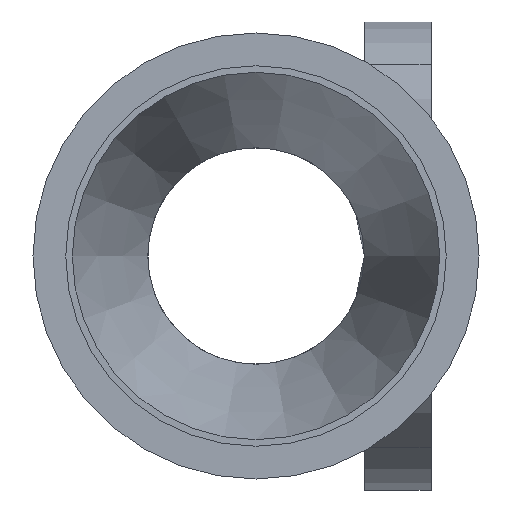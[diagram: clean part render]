
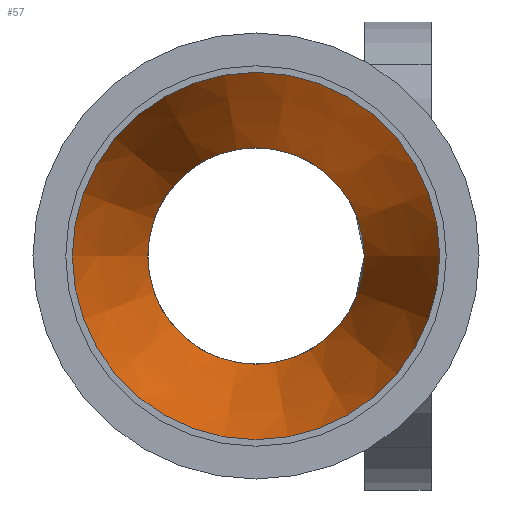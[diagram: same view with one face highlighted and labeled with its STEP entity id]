
A CAD part, left-side view. The second image highlights one B-rep face of the part: STEP entity #57.
In plain terms, the highlighted conical face has half-angle 17.354 degrees and reference radius 2.225 mm.
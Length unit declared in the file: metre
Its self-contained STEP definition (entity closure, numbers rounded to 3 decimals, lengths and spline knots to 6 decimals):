
#57 = ADVANCED_FACE( '', ( #95, #96 ), #97, .F. );
#95 = FACE_BOUND( '', #269, .T. );
#96 = FACE_OUTER_BOUND( '', #270, .T. );
#97 = CONICAL_SURFACE( '', #271, 0.002225, 0.303 );
#269 = EDGE_LOOP( '', ( #375 ) );
#270 = EDGE_LOOP( '', ( #376 ) );
#271 = AXIS2_PLACEMENT_3D( '', #377, #378, #379 );
#375 = ORIENTED_EDGE( '', *, *, #453, .F. );
#376 = ORIENTED_EDGE( '', *, *, #458, .F. );
#377 = CARTESIAN_POINT( '', ( -0.00784, 0.00165, 0. ) );
#378 = DIRECTION( '', ( -1., 0., 0. ) );
#379 = DIRECTION( '', ( 0., 1., 0. ) );
#453 = EDGE_CURVE( '', #509, #509, #510, .T. );
#458 = EDGE_CURVE( '', #516, #516, #517, .T. );
#509 = VERTEX_POINT( '', #591 );
#510 = CIRCLE( '', #592, 0.00165 );
#516 = VERTEX_POINT( '', #605 );
#517 = CIRCLE( '', #606, 0.0028 );
#591 = CARTESIAN_POINT( '', ( -0.006, 0.0033, 0. ) );
#592 = AXIS2_PLACEMENT_3D( '', #664, #665, #666 );
#605 = CARTESIAN_POINT( '', ( -0.00968, 0.00445, 0. ) );
#606 = AXIS2_PLACEMENT_3D( '', #670, #671, #672 );
#664 = CARTESIAN_POINT( '', ( -0.006, 0.00165, 0. ) );
#665 = DIRECTION( '', ( -1., 0., 0. ) );
#666 = DIRECTION( '', ( 0., 1., 0. ) );
#670 = CARTESIAN_POINT( '', ( -0.00968, 0.00165, 0. ) );
#671 = DIRECTION( '', ( 1., 0., 0. ) );
#672 = DIRECTION( '', ( 0., 1., 0. ) );
